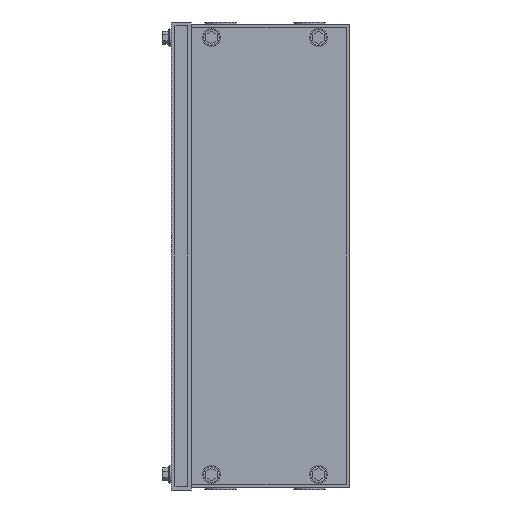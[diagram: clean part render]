
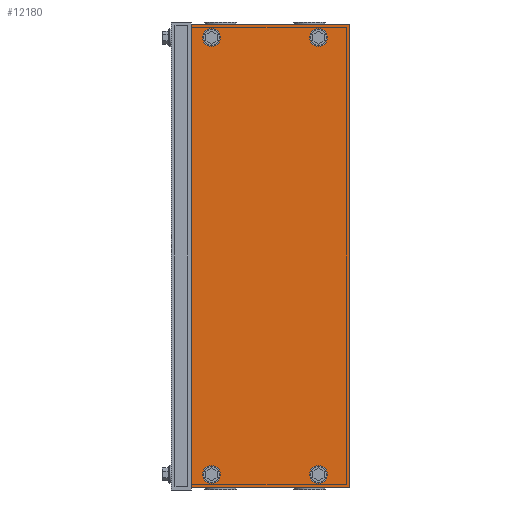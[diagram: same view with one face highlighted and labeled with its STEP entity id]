
A CAD part, left-side view. The second image highlights one B-rep face of the part: STEP entity #12180.
In plain terms, the highlighted planar face has unit normal (-1, 0, 0).
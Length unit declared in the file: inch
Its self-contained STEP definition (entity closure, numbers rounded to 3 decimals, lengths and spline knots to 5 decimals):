
#146 = DIRECTION ( 'NONE',  ( 0., 0., 1. ) ) ;
#718 = LINE ( 'NONE', #34899, #16387 ) ;
#1054 = CARTESIAN_POINT ( 'NONE',  ( -14., 4.4375, -6.5 ) ) ;
#2307 = VERTEX_POINT ( 'NONE', #1054 ) ;
#3639 = ORIENTED_EDGE ( 'NONE', *, *, #19459, .F. ) ;
#4284 = AXIS2_PLACEMENT_3D ( 'NONE', #11793, #20235, #146 ) ;
#5613 = LINE ( 'NONE', #25717, #36828 ) ;
#5649 = VERTEX_POINT ( 'NONE', #26037 ) ;
#7026 = CARTESIAN_POINT ( 'NONE',  ( -14., 4.4375, 6.5 ) ) ;
#8105 = DIRECTION ( 'NONE',  ( 0., 0., -1. ) ) ;
#9610 = VERTEX_POINT ( 'NONE', #7026 ) ;
#10723 = VERTEX_POINT ( 'NONE', #14099 ) ;
#11642 = EDGE_LOOP ( 'NONE', ( #3639, #36512, #35747, #23284 ) ) ;
#11793 = CARTESIAN_POINT ( 'NONE',  ( -14., 4.4375, -6.5 ) ) ;
#11904 = VECTOR ( 'NONE', #19829, 39.37008 ) ;
#12180 = ADVANCED_FACE ( 'NONE', ( #13504 ), #24961, .T. ) ;
#12968 = CARTESIAN_POINT ( 'NONE',  ( -14., 4.4375, -6.5 ) ) ;
#13504 = FACE_OUTER_BOUND ( 'NONE', #11642, .T. ) ;
#14099 = CARTESIAN_POINT ( 'NONE',  ( -14., 0., 6.5 ) ) ;
#15040 = LINE ( 'NONE', #12968, #11904 ) ;
#16387 = VECTOR ( 'NONE', #17433, 39.37008 ) ;
#17433 = DIRECTION ( 'NONE',  ( 0., -1., 0. ) ) ;
#17904 = EDGE_CURVE ( 'NONE', #9610, #10723, #718, .T. ) ;
#19177 = LINE ( 'NONE', #21804, #20667 ) ;
#19459 = EDGE_CURVE ( 'NONE', #10723, #5649, #19177, .T. ) ;
#19829 = DIRECTION ( 'NONE',  ( 0., -1., 0. ) ) ;
#20235 = DIRECTION ( 'NONE',  ( -1., 0., 0. ) ) ;
#20667 = VECTOR ( 'NONE', #8105, 39.37008 ) ;
#21804 = CARTESIAN_POINT ( 'NONE',  ( -14., 0., -6.5 ) ) ;
#23284 = ORIENTED_EDGE ( 'NONE', *, *, #30436, .T. ) ;
#24961 = PLANE ( 'NONE',  #4284 ) ;
#25717 = CARTESIAN_POINT ( 'NONE',  ( -14., 4.4375, -6.5 ) ) ;
#26037 = CARTESIAN_POINT ( 'NONE',  ( -14., 0., -6.5 ) ) ;
#26298 = EDGE_CURVE ( 'NONE', #9610, #2307, #5613, .T. ) ;
#30436 = EDGE_CURVE ( 'NONE', #2307, #5649, #15040, .T. ) ;
#34899 = CARTESIAN_POINT ( 'NONE',  ( -14., 4.4375, 6.5 ) ) ;
#35747 = ORIENTED_EDGE ( 'NONE', *, *, #26298, .T. ) ;
#36512 = ORIENTED_EDGE ( 'NONE', *, *, #17904, .F. ) ;
#36789 = DIRECTION ( 'NONE',  ( 0., 0., -1. ) ) ;
#36828 = VECTOR ( 'NONE', #36789, 39.37008 ) ;
